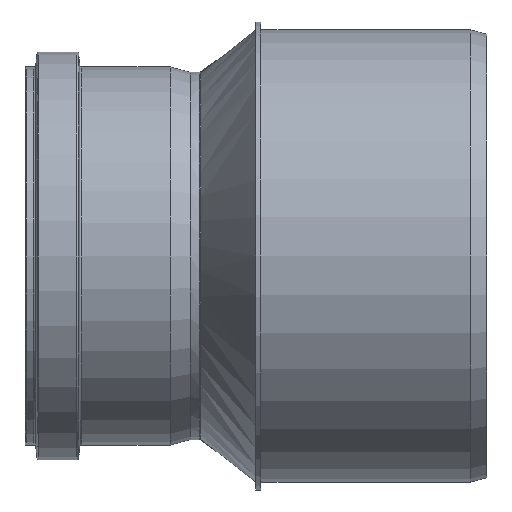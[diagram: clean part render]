
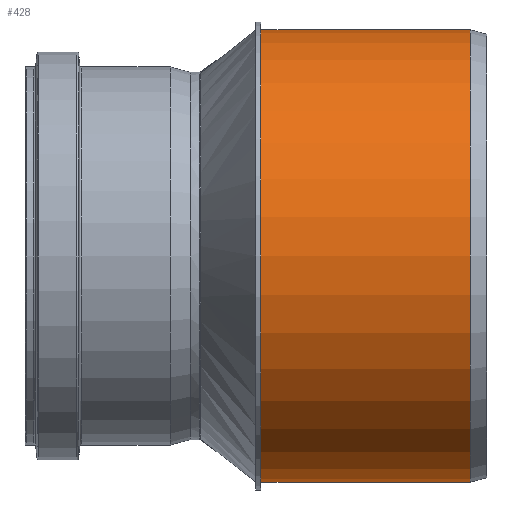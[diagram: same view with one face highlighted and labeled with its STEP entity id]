
A CAD part, left-side view. The second image highlights one B-rep face of the part: STEP entity #428.
In plain terms, the highlighted cylindrical face has radius 125.25 mm (diameter 250.5 mm), a full revolution.
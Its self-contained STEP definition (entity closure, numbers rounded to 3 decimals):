
#40=FACE_BOUND('',#170,.T.);
#76=CIRCLE('',#469,125.25);
#77=CIRCLE('',#471,125.25);
#106=CYLINDRICAL_SURFACE('',#470,125.25);
#127=FACE_OUTER_BOUND('',#169,.T.);
#169=EDGE_LOOP('',(#354));
#170=EDGE_LOOP('',(#355));
#253=VERTEX_POINT('',#1831);
#254=VERTEX_POINT('',#1834);
#298=EDGE_CURVE('',#253,#253,#76,.T.);
#299=EDGE_CURVE('',#254,#254,#77,.T.);
#354=ORIENTED_EDGE('',*,*,#298,.T.);
#355=ORIENTED_EDGE('',*,*,#299,.F.);
#428=ADVANCED_FACE('',(#127,#40),#106,.T.);
#469=AXIS2_PLACEMENT_3D('',#1832,#547,#548);
#470=AXIS2_PLACEMENT_3D('',#1833,#549,#550);
#471=AXIS2_PLACEMENT_3D('',#1835,#551,#552);
#547=DIRECTION('center_axis',(0.,1.,0.));
#548=DIRECTION('ref_axis',(1.,0.,0.));
#549=DIRECTION('center_axis',(0.,1.,0.));
#550=DIRECTION('ref_axis',(-1.,0.,0.));
#551=DIRECTION('center_axis',(0.,1.,0.));
#552=DIRECTION('ref_axis',(-1.,0.,0.));
#1831=CARTESIAN_POINT('',(-148.75,9.,0.));
#1832=CARTESIAN_POINT('Origin',(-23.5,9.,0.));
#1833=CARTESIAN_POINT('Origin',(-23.5,67.,0.));
#1834=CARTESIAN_POINT('',(-148.75,125.,0.));
#1835=CARTESIAN_POINT('Origin',(-23.5,125.,0.));
